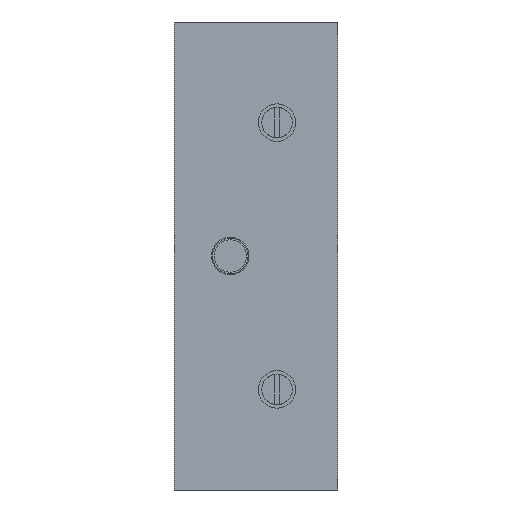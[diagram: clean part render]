
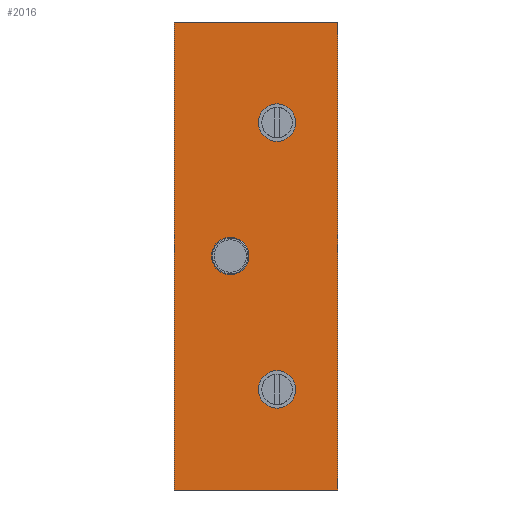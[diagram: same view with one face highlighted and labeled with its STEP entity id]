
A CAD part, left-side view. The second image highlights one B-rep face of the part: STEP entity #2016.
In plain terms, the highlighted planar face has unit normal (-1, 0, 0).
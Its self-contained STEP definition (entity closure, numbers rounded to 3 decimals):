
#121=LINE('',#3530,#254);
#149=LINE('',#3669,#282);
#150=LINE('',#3672,#283);
#151=LINE('',#3673,#284);
#254=VECTOR('',#2784,10.);
#282=VECTOR('',#2840,10.);
#283=VECTOR('',#2843,10.);
#284=VECTOR('',#2844,10.);
#418=FACE_BOUND('',#689,.T.);
#419=FACE_BOUND('',#690,.T.);
#420=FACE_BOUND('',#691,.T.);
#520=FACE_OUTER_BOUND('',#688,.T.);
#688=EDGE_LOOP('',(#1656,#1657,#1658,#1659));
#689=EDGE_LOOP('',(#1660));
#690=EDGE_LOOP('',(#1661));
#691=EDGE_LOOP('',(#1662));
#758=CIRCLE('',#2163,4.);
#791=CIRCLE('',#2229,4.);
#794=CIRCLE('',#2234,4.);
#878=VERTEX_POINT('',#3104);
#927=VERTEX_POINT('',#3362);
#930=VERTEX_POINT('',#3371);
#964=VERTEX_POINT('',#3528);
#965=VERTEX_POINT('',#3529);
#990=VERTEX_POINT('',#3667);
#991=VERTEX_POINT('',#3671);
#1070=EDGE_CURVE('',#878,#878,#758,.T.);
#1139=EDGE_CURVE('',#927,#927,#791,.T.);
#1143=EDGE_CURVE('',#930,#930,#794,.T.);
#1194=EDGE_CURVE('',#964,#965,#121,.T.);
#1230=EDGE_CURVE('',#990,#965,#149,.T.);
#1231=EDGE_CURVE('',#990,#991,#150,.T.);
#1232=EDGE_CURVE('',#964,#991,#151,.T.);
#1656=ORIENTED_EDGE('',*,*,#1231,.T.);
#1657=ORIENTED_EDGE('',*,*,#1232,.F.);
#1658=ORIENTED_EDGE('',*,*,#1194,.T.);
#1659=ORIENTED_EDGE('',*,*,#1230,.F.);
#1660=ORIENTED_EDGE('',*,*,#1070,.T.);
#1661=ORIENTED_EDGE('',*,*,#1139,.T.);
#1662=ORIENTED_EDGE('',*,*,#1143,.T.);
#1899=PLANE('',#2308);
#2016=ADVANCED_FACE('',(#520,#418,#419,#420),#1899,.T.);
#2163=AXIS2_PLACEMENT_3D('',#3106,#2474,#2475);
#2229=AXIS2_PLACEMENT_3D('',#3363,#2636,#2637);
#2234=AXIS2_PLACEMENT_3D('',#3372,#2647,#2648);
#2308=AXIS2_PLACEMENT_3D('',#3670,#2841,#2842);
#2474=DIRECTION('center_axis',(1.,0.,0.));
#2475=DIRECTION('ref_axis',(0.,0.,1.));
#2636=DIRECTION('center_axis',(1.,0.,0.));
#2637=DIRECTION('ref_axis',(0.,0.,-1.));
#2647=DIRECTION('center_axis',(1.,0.,0.));
#2648=DIRECTION('ref_axis',(0.,0.,-1.));
#2784=DIRECTION('',(0.,-1.,0.));
#2840=DIRECTION('',(0.,0.,-1.));
#2841=DIRECTION('center_axis',(-1.,0.,0.));
#2842=DIRECTION('ref_axis',(0.,0.,1.));
#2843=DIRECTION('',(0.,1.,0.));
#2844=DIRECTION('',(0.,0.,1.));
#3104=CARTESIAN_POINT('',(-50.,5.5,-4.));
#3106=CARTESIAN_POINT('Origin',(-50.,5.5,0.));
#3362=CARTESIAN_POINT('',(-50.,-4.5,-24.5));
#3363=CARTESIAN_POINT('Origin',(-50.,-4.5,-28.5));
#3371=CARTESIAN_POINT('',(-50.,-4.5,32.5));
#3372=CARTESIAN_POINT('Origin',(-50.,-4.5,28.5));
#3528=CARTESIAN_POINT('',(-50.,17.5,-50.));
#3529=CARTESIAN_POINT('',(-50.,-17.5,-50.));
#3530=CARTESIAN_POINT('',(-50.,-17.5,-50.));
#3667=CARTESIAN_POINT('',(-50.,-17.5,50.));
#3669=CARTESIAN_POINT('',(-50.,-17.5,0.));
#3670=CARTESIAN_POINT('Origin',(-50.,-17.5,0.));
#3671=CARTESIAN_POINT('',(-50.,17.5,50.));
#3672=CARTESIAN_POINT('',(-50.,-17.5,50.));
#3673=CARTESIAN_POINT('',(-50.,17.5,0.));
